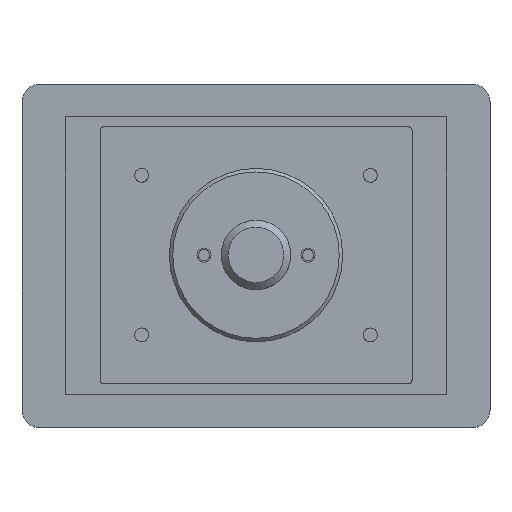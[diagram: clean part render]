
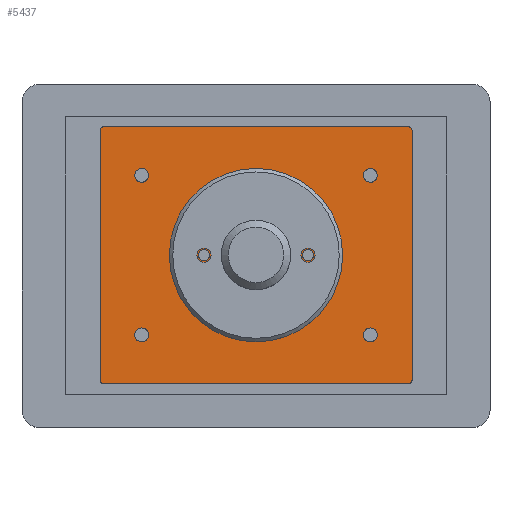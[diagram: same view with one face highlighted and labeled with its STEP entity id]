
A CAD part, top view. The second image highlights one B-rep face of the part: STEP entity #5437.
In plain terms, the highlighted planar face has unit normal (0, 0, 1).
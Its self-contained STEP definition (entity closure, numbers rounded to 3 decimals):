
#585=LINE('',#8809,#737);
#591=LINE('',#8823,#743);
#593=LINE('',#8827,#745);
#599=LINE('',#8841,#751);
#737=VECTOR('',#7298,1000.);
#743=VECTOR('',#7306,1000.);
#745=VECTOR('',#7310,1000.);
#751=VECTOR('',#7318,1000.);
#1589=ORIENTED_EDGE('',*,*,#2128,.F.);
#1590=ORIENTED_EDGE('',*,*,#2129,.F.);
#1591=ORIENTED_EDGE('',*,*,#2130,.F.);
#1592=ORIENTED_EDGE('',*,*,#2131,.F.);
#1593=ORIENTED_EDGE('',*,*,#2132,.F.);
#1594=ORIENTED_EDGE('',*,*,#2133,.F.);
#1595=ORIENTED_EDGE('',*,*,#2134,.T.);
#1596=ORIENTED_EDGE('',*,*,#2126,.T.);
#1597=ORIENTED_EDGE('',*,*,#2135,.T.);
#1598=ORIENTED_EDGE('',*,*,#2112,.T.);
#1599=ORIENTED_EDGE('',*,*,#2136,.T.);
#1600=ORIENTED_EDGE('',*,*,#2118,.T.);
#1601=ORIENTED_EDGE('',*,*,#2137,.T.);
#1602=ORIENTED_EDGE('',*,*,#2120,.T.);
#1603=ORIENTED_EDGE('',*,*,#2138,.T.);
#2112=EDGE_CURVE('',#2489,#2490,#585,.T.);
#2118=EDGE_CURVE('',#2496,#2495,#591,.T.);
#2120=EDGE_CURVE('',#2497,#2498,#593,.T.);
#2126=EDGE_CURVE('',#2504,#2503,#599,.T.);
#2128=EDGE_CURVE('',#2505,#2505,#2783,.T.);
#2129=EDGE_CURVE('',#2506,#2506,#2784,.T.);
#2130=EDGE_CURVE('',#2507,#2507,#2785,.T.);
#2131=EDGE_CURVE('',#2508,#2508,#2786,.T.);
#2132=EDGE_CURVE('',#2509,#2509,#2787,.T.);
#2133=EDGE_CURVE('',#2510,#2510,#2788,.T.);
#2134=EDGE_CURVE('',#2511,#2511,#2789,.T.);
#2135=EDGE_CURVE('',#2503,#2489,#2790,.T.);
#2136=EDGE_CURVE('',#2490,#2496,#2791,.T.);
#2137=EDGE_CURVE('',#2495,#2497,#2792,.T.);
#2138=EDGE_CURVE('',#2498,#2504,#2793,.T.);
#2489=VERTEX_POINT('',#8810);
#2490=VERTEX_POINT('',#8811);
#2495=VERTEX_POINT('',#8822);
#2496=VERTEX_POINT('',#8824);
#2497=VERTEX_POINT('',#8828);
#2498=VERTEX_POINT('',#8829);
#2503=VERTEX_POINT('',#8840);
#2504=VERTEX_POINT('',#8842);
#2505=VERTEX_POINT('',#8846);
#2506=VERTEX_POINT('',#8848);
#2507=VERTEX_POINT('',#8850);
#2508=VERTEX_POINT('',#8852);
#2509=VERTEX_POINT('',#8854);
#2510=VERTEX_POINT('',#8856);
#2511=VERTEX_POINT('',#8858);
#2783=CIRCLE('',#6061,1.621);
#2784=CIRCLE('',#6062,1.621);
#2785=CIRCLE('',#6063,2.);
#2786=CIRCLE('',#6064,2.);
#2787=CIRCLE('',#6065,2.);
#2788=CIRCLE('',#6066,2.);
#2789=CIRCLE('',#6067,6.35);
#2790=CIRCLE('',#6068,1.);
#2791=CIRCLE('',#6069,1.);
#2792=CIRCLE('',#6070,1.);
#2793=CIRCLE('',#6071,1.);
#3300=EDGE_LOOP('',(#1589));
#3301=EDGE_LOOP('',(#1590));
#3302=EDGE_LOOP('',(#1591));
#3303=EDGE_LOOP('',(#1592));
#3304=EDGE_LOOP('',(#1593));
#3305=EDGE_LOOP('',(#1594));
#3306=EDGE_LOOP('',(#1595));
#3307=EDGE_LOOP('',(#1596,#1597,#1598,#1599,#1600,#1601,#1602,#1603));
#3855=FACE_BOUND('',#3300,.T.);
#3856=FACE_BOUND('',#3301,.T.);
#3857=FACE_BOUND('',#3302,.T.);
#3858=FACE_BOUND('',#3303,.T.);
#3859=FACE_BOUND('',#3304,.T.);
#3860=FACE_BOUND('',#3305,.T.);
#3861=FACE_BOUND('',#3306,.T.);
#3862=FACE_BOUND('',#3307,.T.);
#4031=PLANE('',#6060);
#5437=ADVANCED_FACE('',(#3855,#3856,#3857,#3858,#3859,#3860,#3861,#3862),
#4031,.T.);
#6060=AXIS2_PLACEMENT_3D('',#8844,#7320,#7321);
#6061=AXIS2_PLACEMENT_3D('',#8845,#7322,#7323);
#6062=AXIS2_PLACEMENT_3D('',#8847,#7324,#7325);
#6063=AXIS2_PLACEMENT_3D('',#8849,#7326,#7327);
#6064=AXIS2_PLACEMENT_3D('',#8851,#7328,#7329);
#6065=AXIS2_PLACEMENT_3D('',#8853,#7330,#7331);
#6066=AXIS2_PLACEMENT_3D('',#8855,#7332,#7333);
#6067=AXIS2_PLACEMENT_3D('',#8857,#7334,#7335);
#6068=AXIS2_PLACEMENT_3D('',#8859,#7336,#7337);
#6069=AXIS2_PLACEMENT_3D('',#8860,#7338,#7339);
#6070=AXIS2_PLACEMENT_3D('',#8861,#7340,#7341);
#6071=AXIS2_PLACEMENT_3D('',#8862,#7342,#7343);
#7298=DIRECTION('',(0.,-1.,0.));
#7306=DIRECTION('',(1.,0.,0.));
#7310=DIRECTION('',(0.,1.,0.));
#7318=DIRECTION('',(-1.,0.,0.));
#7320=DIRECTION('',(0.,0.,1.));
#7321=DIRECTION('',(1.,0.,0.));
#7322=DIRECTION('',(0.,0.,1.));
#7323=DIRECTION('',(-1.,0.,0.));
#7324=DIRECTION('',(0.,0.,1.));
#7325=DIRECTION('',(-1.,0.,0.));
#7326=DIRECTION('',(0.,0.,1.));
#7327=DIRECTION('',(1.,0.,0.));
#7328=DIRECTION('',(0.,0.,1.));
#7329=DIRECTION('',(1.,0.,0.));
#7330=DIRECTION('',(0.,0.,1.));
#7331=DIRECTION('',(1.,0.,0.));
#7332=DIRECTION('',(0.,0.,1.));
#7333=DIRECTION('',(1.,0.,0.));
#7334=DIRECTION('',(0.,0.,-1.));
#7335=DIRECTION('',(0.,-1.,0.));
#7336=DIRECTION('',(0.,0.,1.));
#7337=DIRECTION('',(1.,0.,0.));
#7338=DIRECTION('',(0.,0.,1.));
#7339=DIRECTION('',(1.,0.,0.));
#7340=DIRECTION('',(0.,0.,1.));
#7341=DIRECTION('',(1.,0.,0.));
#7342=DIRECTION('',(0.,0.,1.));
#7343=DIRECTION('',(1.,0.,0.));
#8809=CARTESIAN_POINT('',(-45.,37.,8.));
#8810=CARTESIAN_POINT('',(-45.,36.,8.));
#8811=CARTESIAN_POINT('',(-45.,-36.,8.));
#8822=CARTESIAN_POINT('',(44.,-37.,8.));
#8823=CARTESIAN_POINT('',(-45.,-37.,8.));
#8824=CARTESIAN_POINT('',(-44.,-37.,8.));
#8827=CARTESIAN_POINT('',(45.,-37.,8.));
#8828=CARTESIAN_POINT('',(45.,-36.,8.));
#8829=CARTESIAN_POINT('',(45.,36.,8.));
#8840=CARTESIAN_POINT('',(-44.,37.,8.));
#8841=CARTESIAN_POINT('',(45.,37.,8.));
#8842=CARTESIAN_POINT('',(44.,37.,8.));
#8844=CARTESIAN_POINT('',(-45.,-37.,8.));
#8845=CARTESIAN_POINT('',(15.,0.,8.));
#8846=CARTESIAN_POINT('',(13.379,0.,8.));
#8847=CARTESIAN_POINT('',(-15.,0.,8.));
#8848=CARTESIAN_POINT('',(-16.621,0.,8.));
#8849=CARTESIAN_POINT('',(-33.,-23.,8.));
#8850=CARTESIAN_POINT('',(-31.,-23.,8.));
#8851=CARTESIAN_POINT('',(-33.,23.,8.));
#8852=CARTESIAN_POINT('',(-31.,23.,8.));
#8853=CARTESIAN_POINT('',(33.,23.,8.));
#8854=CARTESIAN_POINT('',(35.,23.,8.));
#8855=CARTESIAN_POINT('',(33.,-23.,8.));
#8856=CARTESIAN_POINT('',(35.,-23.,8.));
#8857=CARTESIAN_POINT('',(0.,0.,8.));
#8858=CARTESIAN_POINT('',(0.,-6.35,8.));
#8859=CARTESIAN_POINT('',(-44.,36.,8.));
#8860=CARTESIAN_POINT('',(-44.,-36.,8.));
#8861=CARTESIAN_POINT('',(44.,-36.,8.));
#8862=CARTESIAN_POINT('',(44.,36.,8.));
